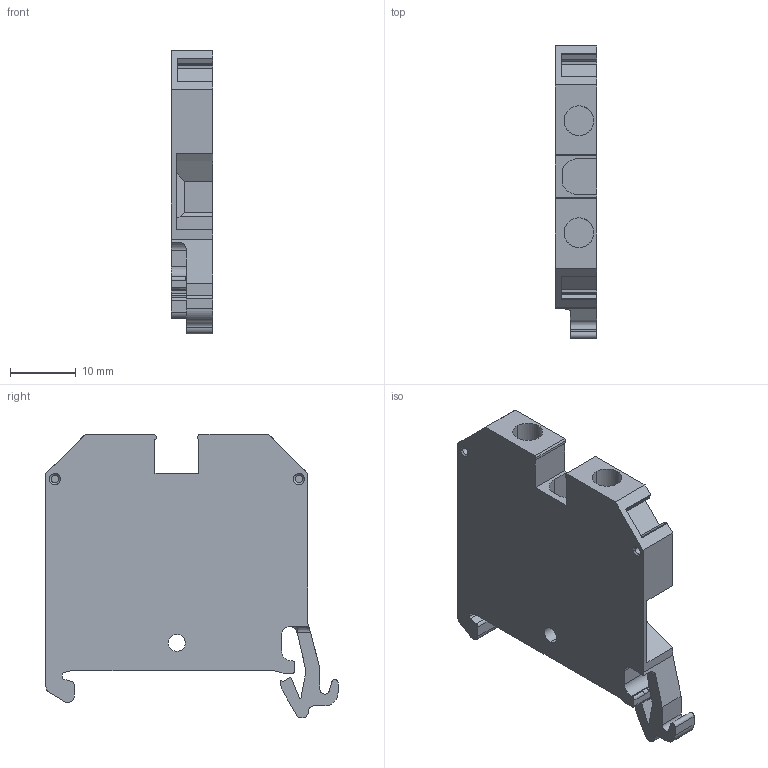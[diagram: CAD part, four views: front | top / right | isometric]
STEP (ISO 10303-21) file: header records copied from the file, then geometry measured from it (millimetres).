
FILE_DESCRIPTION(('CATIA V5 STEP Exchange','CAx-IF Rec.Pracs.--- Model Styling and Organization---1.4--- 2014-01-23'),'2;1');
FILE_NAME ('001999-2_2', '2019-09-20T05:52:24+00:00', ('none'), ('Weidmueller'), 'CATIA Version 5-6 Release 2016 SP3 HF44', 'CATIA V5 STEP AP214', 'none');
FILE_SCHEMA(('AUTOMOTIVE_DESIGN { 1 0 10303 214 1 1 1 1 }'));
Length unit declared in the file: millimetre
Products named in the file (1): 0443680000_SAK_4-35_BL
Bounding box: 6.4 x 44.6 x 43.35 mm (x, y, z)
Volume: 7472.4 mm3; surface area: 4733.6 mm2
Topology: 1 solids, 1 shells, 158 faces, 449 edges, 299 vertices
Faces by surface type: plane 103, cylinder 33, cone 12, extrusion 10
Entity records: 5246 total; most frequent: CARTESIAN_POINT 1234, ORIENTED_EDGE 898, DIRECTION 690, EDGE_CURVE 449, VECTOR 349, LINE 339, VERTEX_POINT 299, AXIS2_PLACEMENT_3D 207
